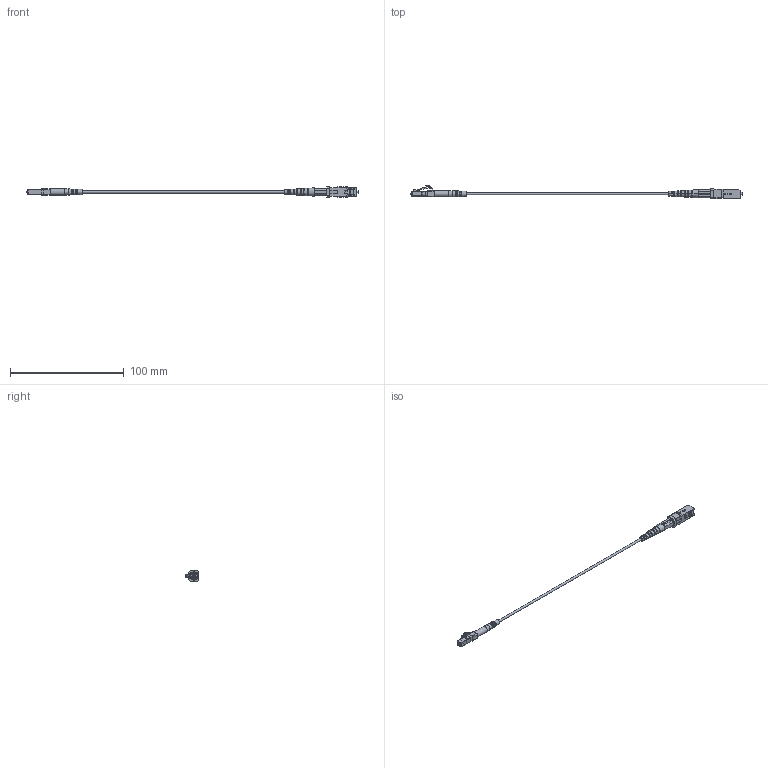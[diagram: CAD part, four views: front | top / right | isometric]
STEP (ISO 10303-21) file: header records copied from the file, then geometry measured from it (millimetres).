
FILE_DESCRIPTION (( 'STEP AP214' ), '1' );
FILE_NAME ('FCA-S2SZ-LCASCU.step', '2022-11-03T03:47:02', ( '' ), ( '' ), 'SwSTEP 2.0', 'SolidWorks 2022', '' );
FILE_SCHEMA (( 'AUTOMOTIVE_DESIGN' ));
Length unit declared in the file: inch
Products named in the file (17): SC-UPC CONN^FCA-S2SZ-LCASCU; spring^LC-APC CONN_FCA-S2SZ-LCASCU; 1AF04-005-MA2^1AF04-005(2)_SC-UPC CONN_FCA-S2SZ-LCASCU; 1AF04-005-MA4^1AF04-005(2)_SC-UPC CONN_FCA-S2SZ-LCASCU; boot^LC-APC CONN_FCA-S2SZ-LCASCU; 17mm lg tube^LC-APC CONN_FCA-S2SZ-LCASCU; Fiber Coax^FCA-S2SZ-LCASCU; 1AF04-005-MA3^1AF04-005(2)_SC-UPC CONN_FCA-S2SZ-LCASCU; conn head^LC-APC CONN_FCA-S2SZ-LCASCU; LC-APC CONN^FCA-S2SZ-LCASCU; 1AF04-005-MA1^1AF04-005(2)_SC-UPC CONN_FCA-S2SZ-LCASCU; 1AF04-005(2)^SC-UPC CONN_FCA-S2SZ-LCASCU; 1.25mm ferrule^LC-APC CONN_FCA-S2SZ-LCASCU; FCA-S2SZ-LCASCU; clip^LC-APC CONN_FCA-S2SZ-LCASCU; crimp tube^LC-APC CONN_FCA-S2SZ-LCASCU; 11^LC-APC CONN_FCA-S2SZ-LCASCU
Assembly tree (16 placements, depth 4):
  FCA-S2SZ-LCASCU
    Fiber Coax^FCA-S2SZ-LCASCU
    LC-APC CONN^FCA-S2SZ-LCASCU
      conn head^LC-APC CONN_FCA-S2SZ-LCASCU
      1.25mm ferrule^LC-APC CONN_FCA-S2SZ-LCASCU
      spring^LC-APC CONN_FCA-S2SZ-LCASCU
      17mm lg tube^LC-APC CONN_FCA-S2SZ-LCASCU
      clip^LC-APC CONN_FCA-S2SZ-LCASCU
      11^LC-APC CONN_FCA-S2SZ-LCASCU
      crimp tube^LC-APC CONN_FCA-S2SZ-LCASCU
      boot^LC-APC CONN_FCA-S2SZ-LCASCU
    SC-UPC CONN^FCA-S2SZ-LCASCU
      1AF04-005(2)^SC-UPC CONN_FCA-S2SZ-LCASCU
        1AF04-005-MA2^1AF04-005(2)_SC-UPC CONN_FCA-S2SZ-LCASCU
        1AF04-005-MA1^1AF04-005(2)_SC-UPC CONN_FCA-S2SZ-LCASCU
        1AF04-005-MA4^1AF04-005(2)_SC-UPC CONN_FCA-S2SZ-LCASCU
        1AF04-005-MA3^1AF04-005(2)_SC-UPC CONN_FCA-S2SZ-LCASCU
Bounding box: 291.39 x 12.04 x 8.89 mm (x, y, z)
Volume: 3092.7 mm3; surface area: 7511.7 mm2
Topology: 13 solids, 13 shells, 554 faces, 1533 edges, 1001 vertices
Faces by surface type: plane 416, cylinder 113, cone 15, bspline 8, torus 2
Full cylindrical faces by diameter (mm): 0.1 x1, 0.8 x1, 0.9 x1, 1.25 x1, 1.35 x1, 1.4 x1, 1.5 x1, 1.8 x1, 1.9 x1, 2 x1, 2.3 x1, 2.5 x1, 2.6 x1, 2.7 x1, 3 x3, 3.1 x1, 3.2 x1, 3.6 x1, 3.78 x1, 4 x1, 5.5 x1
Entity records: 22131 total; most frequent: CARTESIAN_POINT 6125, ORIENTED_EDGE 2948, DIRECTION 2772, EDGE_CURVE 1474, VECTOR 1008, LINE 1008, VERTEX_POINT 986, AXIS2_PLACEMENT_3D 882
